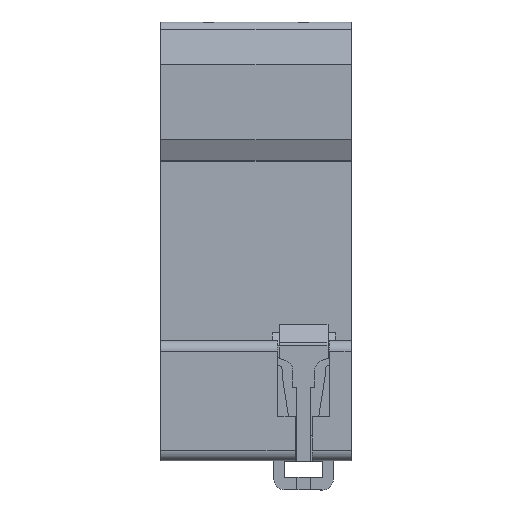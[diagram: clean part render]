
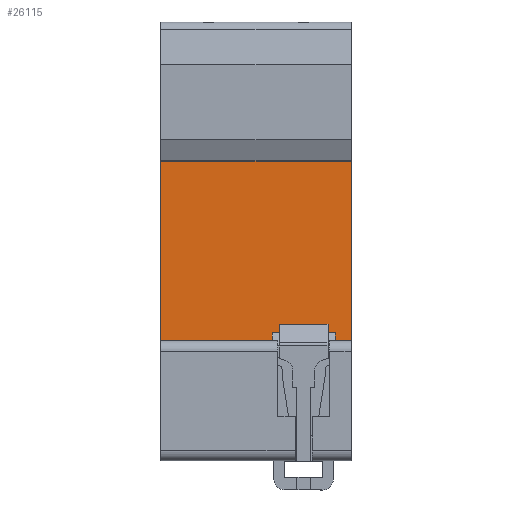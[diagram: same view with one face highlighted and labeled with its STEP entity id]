
A CAD part, left-side view. The second image highlights one B-rep face of the part: STEP entity #26115.
In plain terms, the highlighted face is planar.
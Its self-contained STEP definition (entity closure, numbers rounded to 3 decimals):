
#249 = DIRECTION ( 'NONE',  ( 1., 0., 0. ) ) ;
#402 = LINE ( 'NONE', #562, #27620 ) ;
#420 = EDGE_CURVE ( 'NONE', #11606, #21268, #2363, .T. ) ;
#495 = VECTOR ( 'NONE', #18927, 1000. ) ;
#562 = CARTESIAN_POINT ( 'NONE',  ( 8.9, -17.031, -31.15 ) ) ;
#1174 = FACE_OUTER_BOUND ( 'NONE', #14120, .T. ) ;
#2363 = LINE ( 'NONE', #15191, #30609 ) ;
#3178 = ORIENTED_EDGE ( 'NONE', *, *, #26052, .F. ) ;
#3418 = VERTEX_POINT ( 'NONE', #19844 ) ;
#3860 = DIRECTION ( 'NONE',  ( 1., 0., 0. ) ) ;
#4015 = CARTESIAN_POINT ( 'NONE',  ( 0., 17.5, -31.15 ) ) ;
#4390 = LINE ( 'NONE', #19364, #19627 ) ;
#4525 = CARTESIAN_POINT ( 'NONE',  ( 3., -18.5, -31.15 ) ) ;
#4596 = CARTESIAN_POINT ( 'NONE',  ( 0., -18.5, -31.15 ) ) ;
#4913 = EDGE_CURVE ( 'NONE', #21268, #28378, #13915, .T. ) ;
#5200 = AXIS2_PLACEMENT_3D ( 'NONE', #30996, #23887, #8417 ) ;
#6125 = CARTESIAN_POINT ( 'NONE',  ( 35.6, -18.5, -31.15 ) ) ;
#6711 = DIRECTION ( 'NONE',  ( 1., 0., 0. ) ) ;
#7213 = EDGE_CURVE ( 'NONE', #16284, #3418, #4390, .T. ) ;
#7460 = DIRECTION ( 'NONE',  ( 0., 1., 0. ) ) ;
#8417 = DIRECTION ( 'NONE',  ( -1., 0., 0. ) ) ;
#8475 = CARTESIAN_POINT ( 'NONE',  ( 14.8, -17.031, -31.15 ) ) ;
#8584 = LINE ( 'NONE', #20912, #495 ) ;
#8865 = CARTESIAN_POINT ( 'NONE',  ( 0., 17.5, -31.15 ) ) ;
#8965 = VERTEX_POINT ( 'NONE', #16932 ) ;
#9022 = LINE ( 'NONE', #26647, #22726 ) ;
#9886 = EDGE_CURVE ( 'NONE', #3418, #13546, #402, .T. ) ;
#11606 = VERTEX_POINT ( 'NONE', #4596 ) ;
#11863 = LINE ( 'NONE', #19765, #12008 ) ;
#12008 = VECTOR ( 'NONE', #14508, 1000. ) ;
#13000 = ORIENTED_EDGE ( 'NONE', *, *, #28500, .F. ) ;
#13256 = DIRECTION ( 'NONE',  ( 1., 0., 0. ) ) ;
#13546 = VERTEX_POINT ( 'NONE', #8475 ) ;
#13915 = LINE ( 'NONE', #4015, #29146 ) ;
#13942 = VERTEX_POINT ( 'NONE', #6125 ) ;
#14120 = EDGE_LOOP ( 'NONE', ( #3178, #16401, #18369, #30104, #25251, #19659, #13000, #14573 ) ) ;
#14508 = DIRECTION ( 'NONE',  ( 0., 1., 0. ) ) ;
#14573 = ORIENTED_EDGE ( 'NONE', *, *, #20169, .F. ) ;
#15191 = CARTESIAN_POINT ( 'NONE',  ( 0., -18.5, -31.15 ) ) ;
#16284 = VERTEX_POINT ( 'NONE', #4525 ) ;
#16401 = ORIENTED_EDGE ( 'NONE', *, *, #9886, .F. ) ;
#16905 = DIRECTION ( 'NONE',  ( 0., 1., 0. ) ) ;
#16932 = CARTESIAN_POINT ( 'NONE',  ( 14.8, -18.5, -31.15 ) ) ;
#18369 = ORIENTED_EDGE ( 'NONE', *, *, #7213, .F. ) ;
#18885 = VECTOR ( 'NONE', #13256, 1000. ) ;
#18927 = DIRECTION ( 'NONE',  ( 0., -1., 0. ) ) ;
#19364 = CARTESIAN_POINT ( 'NONE',  ( 3., -13.442, -31.15 ) ) ;
#19627 = VECTOR ( 'NONE', #16905, 1000. ) ;
#19659 = ORIENTED_EDGE ( 'NONE', *, *, #4913, .T. ) ;
#19765 = CARTESIAN_POINT ( 'NONE',  ( 35.6, -18.5, -31.15 ) ) ;
#19844 = CARTESIAN_POINT ( 'NONE',  ( 3., -17.031, -31.15 ) ) ;
#20169 = EDGE_CURVE ( 'NONE', #8965, #13942, #9022, .T. ) ;
#20824 = CARTESIAN_POINT ( 'NONE',  ( 0., -18.5, -31.15 ) ) ;
#20912 = CARTESIAN_POINT ( 'NONE',  ( 14.8, -29.981, -31.15 ) ) ;
#21244 = PLANE ( 'NONE',  #5200 ) ;
#21268 = VERTEX_POINT ( 'NONE', #8865 ) ;
#22695 = EDGE_CURVE ( 'NONE', #11606, #16284, #30263, .T. ) ;
#22726 = VECTOR ( 'NONE', #6711, 1000. ) ;
#23887 = DIRECTION ( 'NONE',  ( 0., 0., -1. ) ) ;
#25251 = ORIENTED_EDGE ( 'NONE', *, *, #420, .T. ) ;
#26052 = EDGE_CURVE ( 'NONE', #13546, #8965, #8584, .T. ) ;
#26115 = ADVANCED_FACE ( 'NONE', ( #1174 ), #21244, .T. ) ;
#26647 = CARTESIAN_POINT ( 'NONE',  ( 0., -18.5, -31.15 ) ) ;
#27620 = VECTOR ( 'NONE', #249, 1000. ) ;
#28378 = VERTEX_POINT ( 'NONE', #31816 ) ;
#28500 = EDGE_CURVE ( 'NONE', #13942, #28378, #11863, .T. ) ;
#29146 = VECTOR ( 'NONE', #3860, 1000. ) ;
#30104 = ORIENTED_EDGE ( 'NONE', *, *, #22695, .F. ) ;
#30263 = LINE ( 'NONE', #20824, #18885 ) ;
#30609 = VECTOR ( 'NONE', #7460, 1000. ) ;
#30996 = CARTESIAN_POINT ( 'NONE',  ( 0., -18.5, -31.15 ) ) ;
#31816 = CARTESIAN_POINT ( 'NONE',  ( 35.6, 17.5, -31.15 ) ) ;
